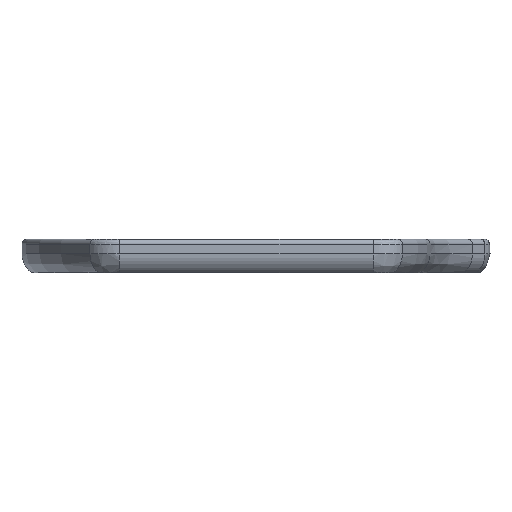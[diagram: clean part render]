
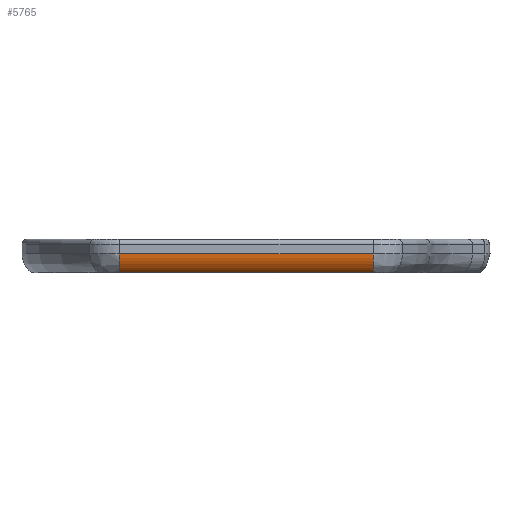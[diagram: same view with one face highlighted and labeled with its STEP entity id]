
A CAD part, left-side view. The second image highlights one B-rep face of the part: STEP entity #5765.
In plain terms, the highlighted free-form (B-spline) face has degree [2, 1] with [3, 2] control points.
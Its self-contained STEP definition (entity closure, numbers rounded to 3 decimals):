
#36=(
BOUNDED_SURFACE()
B_SPLINE_SURFACE(2,1,((#9136,#9137),(#9138,#9139),(#9140,#9141)),
 .UNSPECIFIED.,.F.,.F.,.F.)
B_SPLINE_SURFACE_WITH_KNOTS((3,3),(2,2),(0.583,1.543),
(0.,6.191),.UNSPECIFIED.)
GEOMETRIC_REPRESENTATION_ITEM()
RATIONAL_B_SPLINE_SURFACE(((1.,1.),(0.887,0.887),
(1.,1.)))
REPRESENTATION_ITEM('')
SURFACE()
);
#171=ELLIPSE('',#6172,4.69,4.689);
#172=ELLIPSE('',#6173,4.69,4.689);
#448=FACE_OUTER_BOUND('',#768,.T.);
#768=EDGE_LOOP('',(#4281,#4282,#4283,#4284));
#1046=LINE('',#8160,#1685);
#1081=LINE('',#8657,#1720);
#1685=VECTOR('',#6537,10.);
#1720=VECTOR('',#6700,10.);
#2512=VERTEX_POINT('',#8148);
#2513=VERTEX_POINT('',#8159);
#2576=VERTEX_POINT('',#8651);
#2577=VERTEX_POINT('',#8655);
#3074=EDGE_CURVE('',#2512,#2513,#1046,.T.);
#3168=EDGE_CURVE('',#2577,#2576,#1081,.T.);
#3248=EDGE_CURVE('',#2577,#2513,#171,.T.);
#3249=EDGE_CURVE('',#2576,#2512,#172,.T.);
#4281=ORIENTED_EDGE('',*,*,#3249,.F.);
#4282=ORIENTED_EDGE('',*,*,#3168,.F.);
#4283=ORIENTED_EDGE('',*,*,#3248,.T.);
#4284=ORIENTED_EDGE('',*,*,#3074,.F.);
#5765=ADVANCED_FACE('',(#448),#36,.T.);
#6172=AXIS2_PLACEMENT_3D('',#9135,#6881,#6882);
#6173=AXIS2_PLACEMENT_3D('',#9142,#6883,#6884);
#6537=DIRECTION('',(0.,1.,0.));
#6700=DIRECTION('',(0.,-1.,0.));
#6881=DIRECTION('center_axis',(0.,-1.,0.));
#6882=DIRECTION('ref_axis',(-0.028,0.,-1.));
#6883=DIRECTION('center_axis',(0.,-1.,0.));
#6884=DIRECTION('ref_axis',(-0.028,0.,-1.));
#8148=CARTESIAN_POINT('',(128.766,-84.21,-3.));
#8159=CARTESIAN_POINT('',(128.766,-32.618,-3.));
#8160=CARTESIAN_POINT('',(128.766,-84.21,-3.));
#8651=CARTESIAN_POINT('',(126.767,-84.21,0.842));
#8655=CARTESIAN_POINT('',(126.767,-32.618,0.842));
#8657=CARTESIAN_POINT('',(126.767,-84.21,0.842));
#9135=CARTESIAN_POINT('Origin',(131.456,-32.618,0.842));
#9136=CARTESIAN_POINT('Ctrl Pts',(128.766,-84.21,-3.));
#9137=CARTESIAN_POINT('Ctrl Pts',(128.766,-22.299,-3.));
#9138=CARTESIAN_POINT('Ctrl Pts',(126.767,-84.21,-1.6));
#9139=CARTESIAN_POINT('Ctrl Pts',(126.767,-22.299,-1.6));
#9140=CARTESIAN_POINT('Ctrl Pts',(126.767,-84.21,0.842));
#9141=CARTESIAN_POINT('Ctrl Pts',(126.767,-22.299,0.842));
#9142=CARTESIAN_POINT('Origin',(131.456,-84.21,0.842));
